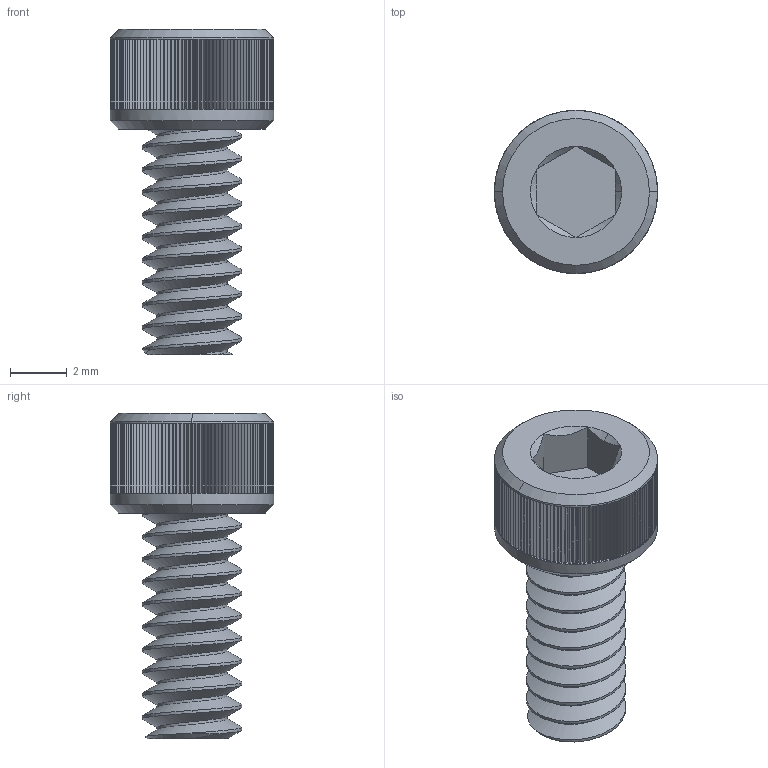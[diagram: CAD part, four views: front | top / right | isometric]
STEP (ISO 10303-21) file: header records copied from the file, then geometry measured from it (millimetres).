
FILE_DESCRIPTION (( 'STEP AP214' ), '1' );
FILE_NAME ('91864A019_Black-Oxide Alloy Steel Socket Head Screw.STEP', '2022-09-16T18:10:20', ( '' ), ( '' ), 'SwSTEP 2.0', 'SolidWorks 2022', '' );
FILE_SCHEMA (( 'AUTOMOTIVE_DESIGN' ));
Length unit declared in the file: inch
Products named in the file (1): 91864A019_Black-Oxide Alloy Steel Socket Head Screw
Bounding box: 5.74 x 5.74 x 11.44 mm (x, y, z)
Volume: 130.3 mm3; surface area: 318.3 mm2
Topology: 1 solids, 1 shells, 584 faces, 1322 edges, 876 vertices
Faces by surface type: plane 546, cylinder 23, cone 12, bspline 3
Entity records: 18036 total; most frequent: CARTESIAN_POINT 4705, DIRECTION 2715, ORIENTED_EDGE 2644, EDGE_CURVE 1322, LINE 977, VECTOR 977, VERTEX_POINT 876, AXIS2_PLACEMENT_3D 869
